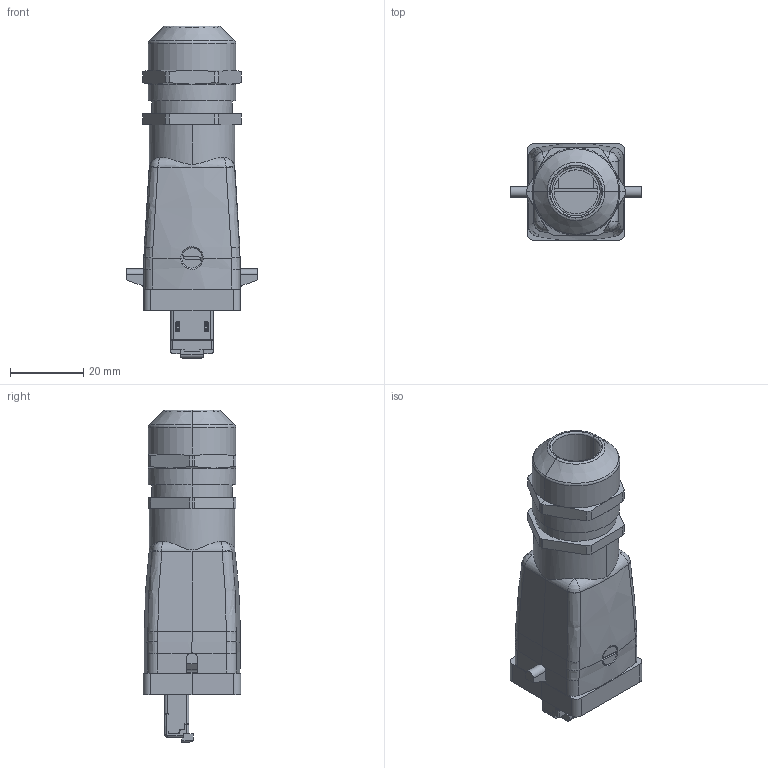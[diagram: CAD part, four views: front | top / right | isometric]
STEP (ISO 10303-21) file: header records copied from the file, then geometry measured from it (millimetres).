
FILE_DESCRIPTION(('CATIA V5 STEP Exchange','CAx-IF Rec.Pracs.--- Model Styling and Organization---1.4--- 2014-01-23'),'2;1');
FILE_NAME ('028542-3_1', '2019-11-20T08:57:45+00:00', ('none'), ('Weidmueller'), 'CATIA Version 5-6 Release 2016 SP3 HF44', 'CATIA V5 STEP AP214', 'none');
FILE_SCHEMA(('AUTOMOTIVE_DESIGN { 1 0 10303 214 1 1 1 1 }'));
Length unit declared in the file: millimetre
Products named in the file (1): 1963110000
Bounding box: 36 x 26.7 x 90.87 mm (x, y, z)
Volume: 27165.6 mm3; surface area: 22559 mm2
Topology: 7 solids, 7 shells, 1165 faces, 3272 edges, 2091 vertices
Faces by surface type: plane 730, cylinder 243, cone 88, bspline 38, torus 36, extrusion 18, sphere 8, revolution 4
Entity records: 40481 total; most frequent: CARTESIAN_POINT 12260, ORIENTED_EDGE 6520, DIRECTION 4703, EDGE_CURVE 3260, VECTOR 2416, LINE 2398, VERTEX_POINT 2091, AXIS2_PLACEMENT_3D 1338
